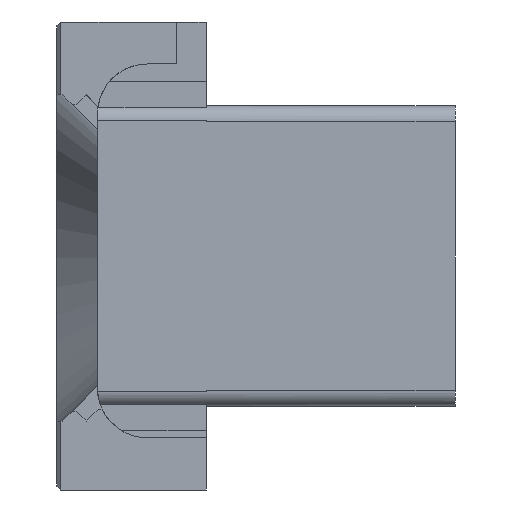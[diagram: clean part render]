
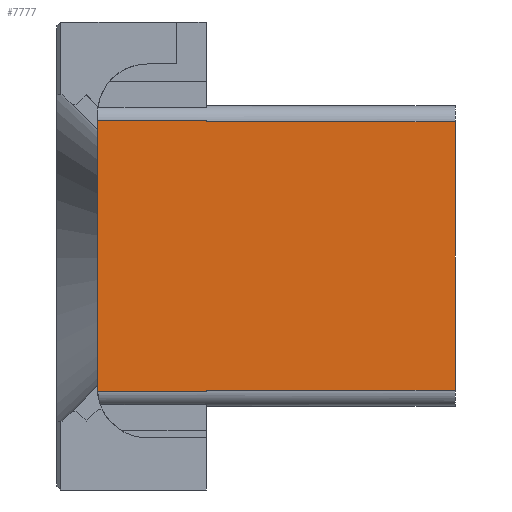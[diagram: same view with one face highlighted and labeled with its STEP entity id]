
A CAD part, left-side view. The second image highlights one B-rep face of the part: STEP entity #7777.
In plain terms, the highlighted planar face has unit normal (-1, 0, 0).
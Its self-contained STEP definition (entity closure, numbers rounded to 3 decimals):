
#150 = VECTOR ( 'NONE', #2471, 1000. ) ;
#180 = EDGE_CURVE ( 'NONE', #1988, #4044, #1395, .T. ) ;
#195 = EDGE_CURVE ( 'NONE', #6723, #1409, #8990, .T. ) ;
#503 = LINE ( 'NONE', #2229, #6835 ) ;
#536 = CARTESIAN_POINT ( 'NONE',  ( -25.4, -15., -13.574 ) ) ;
#569 = VERTEX_POINT ( 'NONE', #6249 ) ;
#570 = DIRECTION ( 'NONE',  ( 0., -1., 0. ) ) ;
#603 = VERTEX_POINT ( 'NONE', #4263 ) ;
#615 = LINE ( 'NONE', #2012, #4336 ) ;
#660 = LINE ( 'NONE', #865, #7136 ) ;
#683 = DIRECTION ( 'NONE',  ( 0., 1., 0. ) ) ;
#865 = CARTESIAN_POINT ( 'NONE',  ( -25.4, -4.076, -13.494 ) ) ;
#898 = VECTOR ( 'NONE', #6793, 1000. ) ;
#911 = ORIENTED_EDGE ( 'NONE', *, *, #2714, .T. ) ;
#1065 = EDGE_CURVE ( 'NONE', #3337, #7505, #9590, .T. ) ;
#1159 = AXIS2_PLACEMENT_3D ( 'NONE', #7452, #4349, #9824 ) ;
#1344 = CARTESIAN_POINT ( 'NONE',  ( -25.4, -54.716, -10.007 ) ) ;
#1395 = LINE ( 'NONE', #6649, #3015 ) ;
#1396 = EDGE_CURVE ( 'NONE', #3606, #569, #615, .T. ) ;
#1409 = VERTEX_POINT ( 'NONE', #9119 ) ;
#1470 = VECTOR ( 'NONE', #3267, 1000. ) ;
#1594 = EDGE_CURVE ( 'NONE', #5366, #7130, #6387, .T. ) ;
#1738 = VERTEX_POINT ( 'NONE', #4338 ) ;
#1856 = CARTESIAN_POINT ( 'NONE',  ( -25.4, -40., 13.494 ) ) ;
#1859 = ORIENTED_EDGE ( 'NONE', *, *, #6339, .T. ) ;
#1866 = DIRECTION ( 'NONE',  ( 0., 0., -1. ) ) ;
#1988 = VERTEX_POINT ( 'NONE', #4177 ) ;
#2012 = CARTESIAN_POINT ( 'NONE',  ( -25.4, 0., -13.494 ) ) ;
#2020 = CARTESIAN_POINT ( 'NONE',  ( -25.4, -40., -13.494 ) ) ;
#2060 = VECTOR ( 'NONE', #2466, 1000. ) ;
#2229 = CARTESIAN_POINT ( 'NONE',  ( -25.4, -15., -0.187 ) ) ;
#2395 = CARTESIAN_POINT ( 'NONE',  ( -25.4, -40., -13.494 ) ) ;
#2466 = DIRECTION ( 'NONE',  ( 0., -1., 0. ) ) ;
#2471 = DIRECTION ( 'NONE',  ( 0., 1., 0. ) ) ;
#2554 = VECTOR ( 'NONE', #7243, 1000. ) ;
#2595 = VERTEX_POINT ( 'NONE', #536 ) ;
#2714 = EDGE_CURVE ( 'NONE', #1738, #7954, #4455, .T. ) ;
#2722 = LINE ( 'NONE', #8842, #4402 ) ;
#2844 = CARTESIAN_POINT ( 'NONE',  ( -25.4, 0., -10.469 ) ) ;
#3015 = VECTOR ( 'NONE', #9030, 1000. ) ;
#3101 = DIRECTION ( 'NONE',  ( 0., -0.655, 0.756 ) ) ;
#3252 = CARTESIAN_POINT ( 'NONE',  ( -25.4, 4.148, -15.258 ) ) ;
#3267 = DIRECTION ( 'NONE',  ( 0., 0., 1. ) ) ;
#3337 = VERTEX_POINT ( 'NONE', #7785 ) ;
#3365 = EDGE_CURVE ( 'NONE', #3337, #1738, #660, .T. ) ;
#3435 = ORIENTED_EDGE ( 'NONE', *, *, #1396, .F. ) ;
#3579 = ORIENTED_EDGE ( 'NONE', *, *, #1065, .F. ) ;
#3606 = VERTEX_POINT ( 'NONE', #2844 ) ;
#3779 = DIRECTION ( 'NONE',  ( 0., 0., -1. ) ) ;
#3955 = CARTESIAN_POINT ( 'NONE',  ( -25.4, -15., 13.574 ) ) ;
#4025 = LINE ( 'NONE', #7126, #1470 ) ;
#4044 = VERTEX_POINT ( 'NONE', #9177 ) ;
#4177 = CARTESIAN_POINT ( 'NONE',  ( -25.4, -4.076, -10.007 ) ) ;
#4199 = EDGE_CURVE ( 'NONE', #2595, #603, #7915, .T. ) ;
#4263 = CARTESIAN_POINT ( 'NONE',  ( -25.4, -4.086, -13.574 ) ) ;
#4336 = VECTOR ( 'NONE', #8217, 1000. ) ;
#4338 = CARTESIAN_POINT ( 'NONE',  ( -25.4, -4.076, 10.007 ) ) ;
#4349 = DIRECTION ( 'NONE',  ( -1., 0., 0. ) ) ;
#4368 = ORIENTED_EDGE ( 'NONE', *, *, #8887, .T. ) ;
#4402 = VECTOR ( 'NONE', #1866, 1000. ) ;
#4455 = LINE ( 'NONE', #9176, #8751 ) ;
#4552 = VECTOR ( 'NONE', #3101, 1000. ) ;
#4592 = LINE ( 'NONE', #5509, #8826 ) ;
#4772 = CARTESIAN_POINT ( 'NONE',  ( -25.4, -54.716, -13.574 ) ) ;
#4786 = DIRECTION ( 'NONE',  ( 0., 0., 1. ) ) ;
#4974 = ORIENTED_EDGE ( 'NONE', *, *, #6554, .T. ) ;
#5366 = VERTEX_POINT ( 'NONE', #9500 ) ;
#5509 = CARTESIAN_POINT ( 'NONE',  ( -25.4, 4.148, 15.258 ) ) ;
#5715 = CARTESIAN_POINT ( 'NONE',  ( -25.4, -0.4, 10.007 ) ) ;
#5872 = ORIENTED_EDGE ( 'NONE', *, *, #7105, .F. ) ;
#5927 = FACE_OUTER_BOUND ( 'NONE', #7395, .T. ) ;
#6000 = DIRECTION ( 'NONE',  ( 0., 0., -1. ) ) ;
#6098 = CARTESIAN_POINT ( 'NONE',  ( -25.4, -15., 13.494 ) ) ;
#6249 = CARTESIAN_POINT ( 'NONE',  ( -25.4, 0., 10.469 ) ) ;
#6303 = LINE ( 'NONE', #3252, #4552 ) ;
#6339 = EDGE_CURVE ( 'NONE', #6723, #5366, #4025, .T. ) ;
#6387 = LINE ( 'NONE', #1856, #2554 ) ;
#6418 = DIRECTION ( 'NONE',  ( -1., 0., 0. ) ) ;
#6554 = EDGE_CURVE ( 'NONE', #3606, #9806, #6303, .T. ) ;
#6649 = CARTESIAN_POINT ( 'NONE',  ( -25.4, -4.076, -13.494 ) ) ;
#6723 = VERTEX_POINT ( 'NONE', #2395 ) ;
#6793 = DIRECTION ( 'NONE',  ( 0., 1., 0. ) ) ;
#6827 = ORIENTED_EDGE ( 'NONE', *, *, #9352, .T. ) ;
#6835 = VECTOR ( 'NONE', #6000, 1000. ) ;
#6900 = ORIENTED_EDGE ( 'NONE', *, *, #195, .F. ) ;
#6951 = ORIENTED_EDGE ( 'NONE', *, *, #1594, .T. ) ;
#7105 = EDGE_CURVE ( 'NONE', #1409, #2595, #503, .T. ) ;
#7126 = CARTESIAN_POINT ( 'NONE',  ( -25.4, -40., -13.494 ) ) ;
#7130 = VERTEX_POINT ( 'NONE', #6098 ) ;
#7136 = VECTOR ( 'NONE', #3779, 1000. ) ;
#7186 = CIRCLE ( 'NONE', #8163, 5. ) ;
#7243 = DIRECTION ( 'NONE',  ( 0., 1., 0. ) ) ;
#7395 = EDGE_LOOP ( 'NONE', ( #5872, #6900, #1859, #6951, #9546, #3579, #7924, #911, #6827, #3435, #4974, #4368, #9528, #9310, #9496 ) ) ;
#7452 = CARTESIAN_POINT ( 'NONE',  ( -25.4, -40., -13.494 ) ) ;
#7505 = VERTEX_POINT ( 'NONE', #3955 ) ;
#7640 = EDGE_CURVE ( 'NONE', #7505, #7130, #2722, .T. ) ;
#7777 = ADVANCED_FACE ( 'NONE', ( #5927 ), #8219, .T. ) ;
#7785 = CARTESIAN_POINT ( 'NONE',  ( -25.4, -4.076, 13.574 ) ) ;
#7915 = LINE ( 'NONE', #4772, #150 ) ;
#7924 = ORIENTED_EDGE ( 'NONE', *, *, #3365, .T. ) ;
#7954 = VERTEX_POINT ( 'NONE', #5715 ) ;
#8163 = AXIS2_PLACEMENT_3D ( 'NONE', #8548, #6418, #4786 ) ;
#8217 = DIRECTION ( 'NONE',  ( 0., 0., 1. ) ) ;
#8219 = PLANE ( 'NONE',  #1159 ) ;
#8235 = EDGE_CURVE ( 'NONE', #4044, #603, #7186, .T. ) ;
#8320 = LINE ( 'NONE', #1344, #9124 ) ;
#8516 = DIRECTION ( 'NONE',  ( 0., 0.655, 0.756 ) ) ;
#8521 = CARTESIAN_POINT ( 'NONE',  ( -25.4, -0.4, -10.007 ) ) ;
#8548 = CARTESIAN_POINT ( 'NONE',  ( -25.4, -9.076, -13.266 ) ) ;
#8683 = CARTESIAN_POINT ( 'NONE',  ( -25.4, -54.716, 13.574 ) ) ;
#8751 = VECTOR ( 'NONE', #683, 1000. ) ;
#8826 = VECTOR ( 'NONE', #8516, 1000. ) ;
#8842 = CARTESIAN_POINT ( 'NONE',  ( -25.4, -15., -0.187 ) ) ;
#8887 = EDGE_CURVE ( 'NONE', #9806, #1988, #8320, .T. ) ;
#8990 = LINE ( 'NONE', #2020, #898 ) ;
#9030 = DIRECTION ( 'NONE',  ( 0., 0., -1. ) ) ;
#9119 = CARTESIAN_POINT ( 'NONE',  ( -25.4, -15., -13.494 ) ) ;
#9124 = VECTOR ( 'NONE', #570, 1000. ) ;
#9176 = CARTESIAN_POINT ( 'NONE',  ( -25.4, -54.716, 10.007 ) ) ;
#9177 = CARTESIAN_POINT ( 'NONE',  ( -25.4, -4.076, -13.266 ) ) ;
#9310 = ORIENTED_EDGE ( 'NONE', *, *, #8235, .T. ) ;
#9352 = EDGE_CURVE ( 'NONE', #7954, #569, #4592, .T. ) ;
#9496 = ORIENTED_EDGE ( 'NONE', *, *, #4199, .F. ) ;
#9500 = CARTESIAN_POINT ( 'NONE',  ( -25.4, -40., 13.494 ) ) ;
#9528 = ORIENTED_EDGE ( 'NONE', *, *, #180, .T. ) ;
#9546 = ORIENTED_EDGE ( 'NONE', *, *, #7640, .F. ) ;
#9590 = LINE ( 'NONE', #8683, #2060 ) ;
#9806 = VERTEX_POINT ( 'NONE', #8521 ) ;
#9824 = DIRECTION ( 'NONE',  ( 0., 0., 1. ) ) ;
